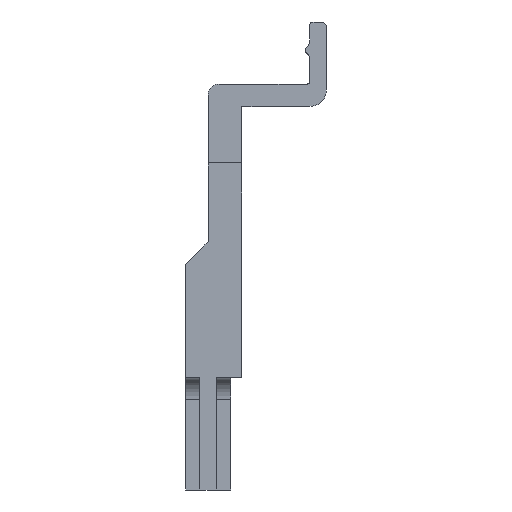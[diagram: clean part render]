
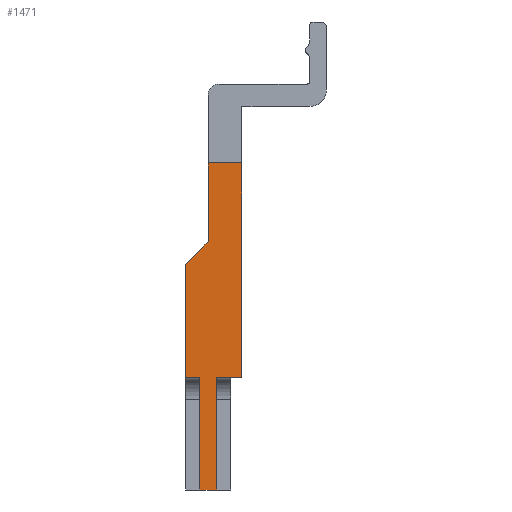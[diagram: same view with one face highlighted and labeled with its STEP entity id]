
A CAD part, left-side view. The second image highlights one B-rep face of the part: STEP entity #1471.
In plain terms, the highlighted planar face has unit normal (-1, 0, 0).
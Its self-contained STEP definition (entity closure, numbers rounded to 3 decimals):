
#15 = AXIS2_PLACEMENT_3D ( 'NONE', #5847, #768, #971 ) ;
#114 = CARTESIAN_POINT ( 'NONE',  ( -10., -6., -3. ) ) ;
#189 = CARTESIAN_POINT ( 'NONE',  ( -10., -3.75, -32. ) ) ;
#219 = ORIENTED_EDGE ( 'NONE', *, *, #1511, .T. ) ;
#390 = LINE ( 'NONE', #4397, #1583 ) ;
#455 = CARTESIAN_POINT ( 'NONE',  ( -10., -3., -22. ) ) ;
#711 = EDGE_CURVE ( 'NONE', #3655, #2387, #3992, .T. ) ;
#735 = ORIENTED_EDGE ( 'NONE', *, *, #6224, .T. ) ;
#768 = DIRECTION ( 'NONE',  ( -1., 0., 0. ) ) ;
#815 = CARTESIAN_POINT ( 'NONE',  ( -10., -6., -22. ) ) ;
#817 = EDGE_CURVE ( 'NONE', #5958, #3872, #4156, .T. ) ;
#971 = DIRECTION ( 'NONE',  ( 0., -1., 0. ) ) ;
#1117 = CARTESIAN_POINT ( 'NONE',  ( -10., -3.75, -32. ) ) ;
#1122 = VERTEX_POINT ( 'NONE', #6048 ) ;
#1165 = VECTOR ( 'NONE', #4302, 1000. ) ;
#1202 = CARTESIAN_POINT ( 'NONE',  ( -10., 1.5, -14.5 ) ) ;
#1214 = ORIENTED_EDGE ( 'NONE', *, *, #2818, .T. ) ;
#1362 = EDGE_LOOP ( 'NONE', ( #219, #1214, #3740, #5224, #6009, #735, #3681, #3538, #5022, #2563 ) ) ;
#1410 = LINE ( 'NONE', #815, #5139 ) ;
#1471 = ADVANCED_FACE ( 'NONE', ( #5327 ), #5786, .T. ) ;
#1511 = EDGE_CURVE ( 'NONE', #3071, #2059, #6033, .T. ) ;
#1583 = VECTOR ( 'NONE', #5415, 1000. ) ;
#1722 = EDGE_CURVE ( 'NONE', #3655, #4005, #2682, .T. ) ;
#1819 = VERTEX_POINT ( 'NONE', #2374 ) ;
#1998 = VECTOR ( 'NONE', #5029, 1000. ) ;
#2049 = CARTESIAN_POINT ( 'NONE',  ( -10., -3., -3. ) ) ;
#2059 = VERTEX_POINT ( 'NONE', #114 ) ;
#2062 = EDGE_CURVE ( 'NONE', #2387, #3071, #1410, .T. ) ;
#2327 = CARTESIAN_POINT ( 'NONE',  ( -10., -3., -10. ) ) ;
#2374 = CARTESIAN_POINT ( 'NONE',  ( -10., -1., -22. ) ) ;
#2387 = VERTEX_POINT ( 'NONE', #4163 ) ;
#2515 = DIRECTION ( 'NONE',  ( 0., 1., 0. ) ) ;
#2537 = DIRECTION ( 'NONE',  ( 0., 0., 1. ) ) ;
#2563 = ORIENTED_EDGE ( 'NONE', *, *, #2062, .T. ) ;
#2682 = LINE ( 'NONE', #189, #4603 ) ;
#2703 = DIRECTION ( 'NONE',  ( 0., -0.707, 0.707 ) ) ;
#2793 = VECTOR ( 'NONE', #2703, 1000. ) ;
#2818 = EDGE_CURVE ( 'NONE', #2059, #5138, #6070, .T. ) ;
#2851 = VECTOR ( 'NONE', #2515, 1000. ) ;
#2931 = VECTOR ( 'NONE', #5657, 1000. ) ;
#3069 = CARTESIAN_POINT ( 'NONE',  ( -10., -2.25, -32. ) ) ;
#3071 = VERTEX_POINT ( 'NONE', #6384 ) ;
#3143 = LINE ( 'NONE', #4975, #2931 ) ;
#3444 = CARTESIAN_POINT ( 'NONE',  ( -10., -3.75, -32. ) ) ;
#3488 = DIRECTION ( 'NONE',  ( 0., 0., 1. ) ) ;
#3538 = ORIENTED_EDGE ( 'NONE', *, *, #1722, .F. ) ;
#3655 = VERTEX_POINT ( 'NONE', #1117 ) ;
#3669 = VECTOR ( 'NONE', #3488, 1000. ) ;
#3681 = ORIENTED_EDGE ( 'NONE', *, *, #3938, .F. ) ;
#3740 = ORIENTED_EDGE ( 'NONE', *, *, #3920, .F. ) ;
#3850 = EDGE_CURVE ( 'NONE', #1819, #5958, #390, .T. ) ;
#3872 = VERTEX_POINT ( 'NONE', #2327 ) ;
#3908 = LINE ( 'NONE', #455, #1165 ) ;
#3920 = EDGE_CURVE ( 'NONE', #3872, #5138, #3908, .T. ) ;
#3938 = EDGE_CURVE ( 'NONE', #4005, #1122, #4833, .T. ) ;
#3992 = LINE ( 'NONE', #3444, #6428 ) ;
#4000 = CARTESIAN_POINT ( 'NONE',  ( -10., -6., -22. ) ) ;
#4005 = VERTEX_POINT ( 'NONE', #5549 ) ;
#4133 = DIRECTION ( 'NONE',  ( 0., 1., 0. ) ) ;
#4156 = LINE ( 'NONE', #1202, #2793 ) ;
#4163 = CARTESIAN_POINT ( 'NONE',  ( -10., -3.75, -22. ) ) ;
#4302 = DIRECTION ( 'NONE',  ( 0., 0., 1. ) ) ;
#4397 = CARTESIAN_POINT ( 'NONE',  ( -10., -1., -22. ) ) ;
#4430 = CARTESIAN_POINT ( 'NONE',  ( -10., -6., -3. ) ) ;
#4572 = CARTESIAN_POINT ( 'NONE',  ( -10., -1., -12. ) ) ;
#4603 = VECTOR ( 'NONE', #4133, 1000. ) ;
#4833 = LINE ( 'NONE', #3069, #1998 ) ;
#4975 = CARTESIAN_POINT ( 'NONE',  ( -10., -6., -22. ) ) ;
#5022 = ORIENTED_EDGE ( 'NONE', *, *, #711, .T. ) ;
#5029 = DIRECTION ( 'NONE',  ( 0., 0., 1. ) ) ;
#5138 = VERTEX_POINT ( 'NONE', #2049 ) ;
#5139 = VECTOR ( 'NONE', #5355, 1000. ) ;
#5224 = ORIENTED_EDGE ( 'NONE', *, *, #817, .F. ) ;
#5327 = FACE_OUTER_BOUND ( 'NONE', #1362, .T. ) ;
#5355 = DIRECTION ( 'NONE',  ( 0., -1., 0. ) ) ;
#5415 = DIRECTION ( 'NONE',  ( 0., 0., 1. ) ) ;
#5549 = CARTESIAN_POINT ( 'NONE',  ( -10., -2.25, -32. ) ) ;
#5657 = DIRECTION ( 'NONE',  ( 0., -1., 0. ) ) ;
#5786 = PLANE ( 'NONE',  #15 ) ;
#5847 = CARTESIAN_POINT ( 'NONE',  ( -10., -6., -22. ) ) ;
#5958 = VERTEX_POINT ( 'NONE', #4572 ) ;
#6009 = ORIENTED_EDGE ( 'NONE', *, *, #3850, .F. ) ;
#6033 = LINE ( 'NONE', #4000, #3669 ) ;
#6048 = CARTESIAN_POINT ( 'NONE',  ( -10., -2.25, -22. ) ) ;
#6070 = LINE ( 'NONE', #4430, #2851 ) ;
#6224 = EDGE_CURVE ( 'NONE', #1819, #1122, #3143, .T. ) ;
#6384 = CARTESIAN_POINT ( 'NONE',  ( -10., -6., -22. ) ) ;
#6428 = VECTOR ( 'NONE', #2537, 1000. ) ;
